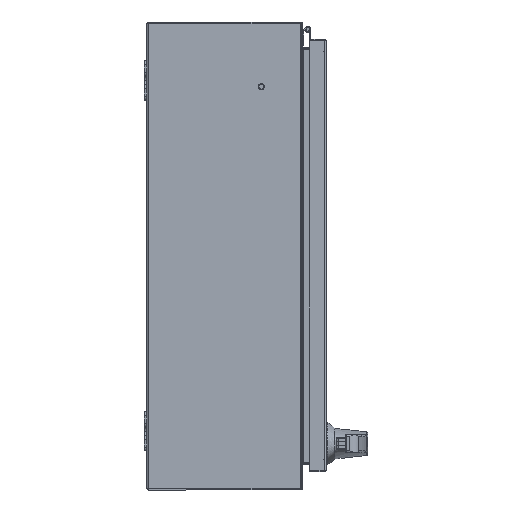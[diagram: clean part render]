
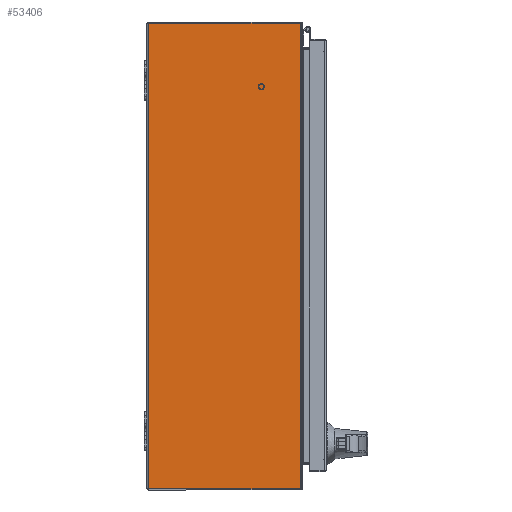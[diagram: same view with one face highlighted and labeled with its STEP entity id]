
A CAD part, front view. The second image highlights one B-rep face of the part: STEP entity #53406.
In plain terms, the highlighted face is planar.
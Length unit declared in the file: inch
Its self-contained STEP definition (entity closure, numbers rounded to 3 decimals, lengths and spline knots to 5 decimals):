
#1655 = CARTESIAN_POINT ( 'NONE',  ( -11.92218, -7.892, -18. ) ) ;
#6414 = DIRECTION ( 'NONE',  ( -1., 0., 0. ) ) ;
#8537 = EDGE_CURVE ( 'NONE', #64834, #85372, #89671, .T. ) ;
#12195 = LINE ( 'NONE', #49510, #38372 ) ;
#12831 = ORIENTED_EDGE ( 'NONE', *, *, #72755, .F. ) ;
#12851 = CARTESIAN_POINT ( 'NONE',  ( 11.82789, -7.85871, -18. ) ) ;
#14357 = EDGE_CURVE ( 'NONE', #85372, #36772, #63153, .T. ) ;
#16085 = CARTESIAN_POINT ( 'NONE',  ( -11.82789, -7.85871, -18. ) ) ;
#17188 = CARTESIAN_POINT ( 'NONE',  ( -11.92789, 0., -18. ) ) ;
#24905 = VECTOR ( 'NONE', #46135, 39.37008 ) ;
#25266 = CARTESIAN_POINT ( 'NONE',  ( 11.92789, -0.108, -18. ) ) ;
#25957 = EDGE_CURVE ( 'NONE', #36772, #68749, #90186, .T. ) ;
#28202 = VECTOR ( 'NONE', #80348, 39.37008 ) ;
#30567 = DIRECTION ( 'NONE',  ( 0., 0., 1. ) ) ;
#31172 = CARTESIAN_POINT ( 'NONE',  ( -11.92789, -0.108, -18. ) ) ;
#36690 = ORIENTED_EDGE ( 'NONE', *, *, #55879, .F. ) ;
#36772 = VERTEX_POINT ( 'NONE', #31172 ) ;
#38285 = VERTEX_POINT ( 'NONE', #101045 ) ;
#38372 = VECTOR ( 'NONE', #103055, 39.37008 ) ;
#39211 = CARTESIAN_POINT ( 'NONE',  ( 11.892, -0.108, -18. ) ) ;
#46135 = DIRECTION ( 'NONE',  ( 0., 1., 0. ) ) ;
#46890 = PLANE ( 'NONE',  #49836 ) ;
#47620 = CARTESIAN_POINT ( 'NONE',  ( -83.406, 0., -18. ) ) ;
#49510 = CARTESIAN_POINT ( 'NONE',  ( -83.406, -7.892, -18. ) ) ;
#49836 = AXIS2_PLACEMENT_3D ( 'NONE', #47620, #100428, #56496 ) ;
#53406 = ADVANCED_FACE ( 'NONE', ( #84641 ), #46890, .F. ) ;
#55879 = EDGE_CURVE ( 'NONE', #66564, #38285, #12195, .T. ) ;
#56496 = DIRECTION ( 'NONE',  ( 1., 0., 0. ) ) ;
#59190 = DIRECTION ( 'NONE',  ( 0., 0., 1. ) ) ;
#63153 = LINE ( 'NONE', #39211, #104480 ) ;
#64834 = VERTEX_POINT ( 'NONE', #66690 ) ;
#66564 = VERTEX_POINT ( 'NONE', #1655 ) ;
#66690 = CARTESIAN_POINT ( 'NONE',  ( 11.92789, -7.85871, -18. ) ) ;
#68749 = VERTEX_POINT ( 'NONE', #101922 ) ;
#72755 = EDGE_CURVE ( 'NONE', #68749, #66564, #83446, .T. ) ;
#80348 = DIRECTION ( 'NONE',  ( 0., -1., 0. ) ) ;
#81975 = CARTESIAN_POINT ( 'NONE',  ( 11.92789, 0., -18. ) ) ;
#82066 = AXIS2_PLACEMENT_3D ( 'NONE', #12851, #30567, #92556 ) ;
#83446 = CIRCLE ( 'NONE', #102749, 0.1 ) ;
#84641 = FACE_OUTER_BOUND ( 'NONE', #102239, .T. ) ;
#85372 = VERTEX_POINT ( 'NONE', #25266 ) ;
#89671 = LINE ( 'NONE', #81975, #24905 ) ;
#90186 = LINE ( 'NONE', #17188, #28202 ) ;
#91121 = ORIENTED_EDGE ( 'NONE', *, *, #25957, .F. ) ;
#92556 = DIRECTION ( 'NONE',  ( 1., 0., 0. ) ) ;
#100091 = DIRECTION ( 'NONE',  ( -1., 0., 0. ) ) ;
#100423 = EDGE_CURVE ( 'NONE', #38285, #64834, #113707, .T. ) ;
#100428 = DIRECTION ( 'NONE',  ( 0., 0., 1. ) ) ;
#101045 = CARTESIAN_POINT ( 'NONE',  ( 11.92218, -7.892, -18. ) ) ;
#101479 = ORIENTED_EDGE ( 'NONE', *, *, #8537, .F. ) ;
#101922 = CARTESIAN_POINT ( 'NONE',  ( -11.92789, -7.85871, -18. ) ) ;
#102239 = EDGE_LOOP ( 'NONE', ( #107482, #36690, #12831, #91121, #104384, #101479 ) ) ;
#102749 = AXIS2_PLACEMENT_3D ( 'NONE', #16085, #59190, #6414 ) ;
#103055 = DIRECTION ( 'NONE',  ( 1., 0., 0. ) ) ;
#104384 = ORIENTED_EDGE ( 'NONE', *, *, #14357, .F. ) ;
#104480 = VECTOR ( 'NONE', #100091, 39.37008 ) ;
#107482 = ORIENTED_EDGE ( 'NONE', *, *, #100423, .F. ) ;
#113707 = CIRCLE ( 'NONE', #82066, 0.1 ) ;
